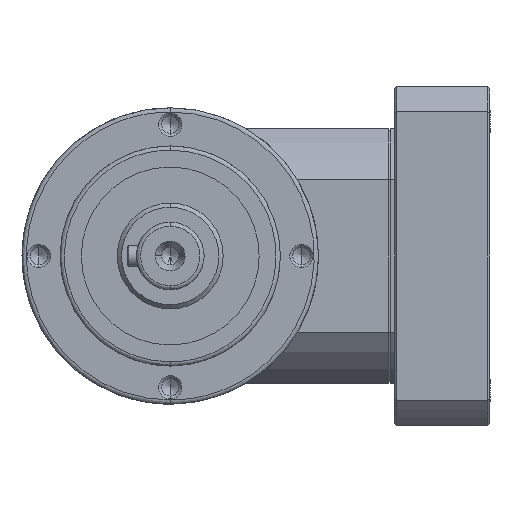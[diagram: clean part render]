
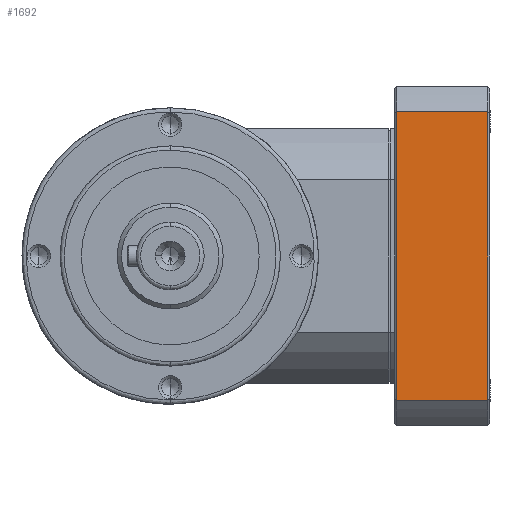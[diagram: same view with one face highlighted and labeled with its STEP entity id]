
A CAD part, left-side view. The second image highlights one B-rep face of the part: STEP entity #1692.
In plain terms, the highlighted face is planar.
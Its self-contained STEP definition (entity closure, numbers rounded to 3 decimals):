
#1397 = LINE ( 'NONE', #3221, #22543 ) ;
#1692 = ADVANCED_FACE ( 'NONE', ( #12701 ), #23848, .T. ) ;
#1726 = CARTESIAN_POINT ( 'NONE',  ( 23., -40., -34.004 ) ) ;
#1913 = LINE ( 'NONE', #17319, #11977 ) ;
#2194 = DIRECTION ( 'NONE',  ( -1., 0., 0. ) ) ;
#2219 = CARTESIAN_POINT ( 'NONE',  ( 0., -40., 34.004 ) ) ;
#2965 = LINE ( 'NONE', #9290, #16791 ) ;
#3221 = CARTESIAN_POINT ( 'NONE',  ( 23.5, -40., -34.004 ) ) ;
#3255 = DIRECTION ( 'NONE',  ( -1., 0., 0. ) ) ;
#4474 = CARTESIAN_POINT ( 'NONE',  ( 1.5, -40., 34.004 ) ) ;
#5752 = ORIENTED_EDGE ( 'NONE', *, *, #14088, .T. ) ;
#5925 = DIRECTION ( 'NONE',  ( 0., 0., 1. ) ) ;
#6964 = EDGE_CURVE ( 'NONE', #16172, #19749, #1397, .T. ) ;
#7019 = EDGE_CURVE ( 'NONE', #20035, #17418, #7274, .T. ) ;
#7274 = LINE ( 'NONE', #2219, #16727 ) ;
#7674 = ORIENTED_EDGE ( 'NONE', *, *, #23565, .F. ) ;
#9290 = CARTESIAN_POINT ( 'NONE',  ( 1.5, -40., 20. ) ) ;
#11062 = CARTESIAN_POINT ( 'NONE',  ( 23., -40., 34.004 ) ) ;
#11206 = DIRECTION ( 'NONE',  ( 0., 0., 1. ) ) ;
#11977 = VECTOR ( 'NONE', #5925, 1000. ) ;
#12701 = FACE_OUTER_BOUND ( 'NONE', #18922, .T. ) ;
#14088 = EDGE_CURVE ( 'NONE', #16172, #20035, #1913, .T. ) ;
#16172 = VERTEX_POINT ( 'NONE', #1726 ) ;
#16727 = VECTOR ( 'NONE', #2194, 1000. ) ;
#16791 = VECTOR ( 'NONE', #11206, 1000. ) ;
#17319 = CARTESIAN_POINT ( 'NONE',  ( 23., -40., 40. ) ) ;
#17418 = VERTEX_POINT ( 'NONE', #4474 ) ;
#17765 = CARTESIAN_POINT ( 'NONE',  ( 1.5, -40., -34.004 ) ) ;
#18332 = AXIS2_PLACEMENT_3D ( 'NONE', #20401, #20052, #23870 ) ;
#18922 = EDGE_LOOP ( 'NONE', ( #5752, #24177, #7674, #21359 ) ) ;
#19749 = VERTEX_POINT ( 'NONE', #17765 ) ;
#20035 = VERTEX_POINT ( 'NONE', #11062 ) ;
#20052 = DIRECTION ( 'NONE',  ( 0., -1., 0. ) ) ;
#20401 = CARTESIAN_POINT ( 'NONE',  ( 0., -40., 40. ) ) ;
#21359 = ORIENTED_EDGE ( 'NONE', *, *, #6964, .F. ) ;
#22543 = VECTOR ( 'NONE', #3255, 1000. ) ;
#23565 = EDGE_CURVE ( 'NONE', #19749, #17418, #2965, .T. ) ;
#23848 = PLANE ( 'NONE',  #18332 ) ;
#23870 = DIRECTION ( 'NONE',  ( 0., 0., -1. ) ) ;
#24177 = ORIENTED_EDGE ( 'NONE', *, *, #7019, .T. ) ;
